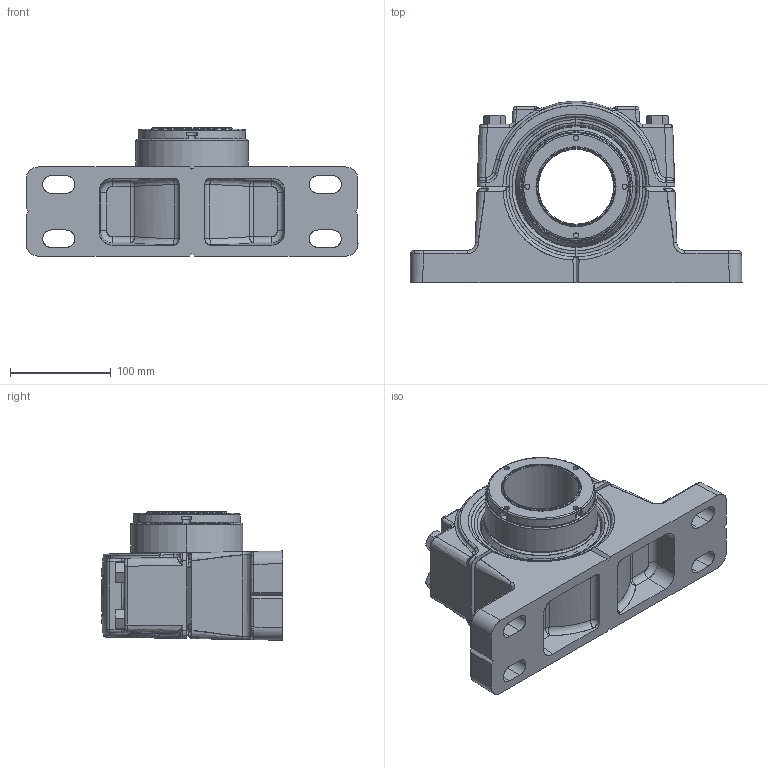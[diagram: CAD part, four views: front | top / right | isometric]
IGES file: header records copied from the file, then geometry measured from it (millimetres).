
Start section: SolidWorks IGES file using analytic representation for surfaces
Global section: file name: USDEFAU1112132613972.igs; native system: SolidWorks 2014; preprocessor: SolidWorks 2014; author: partstream; date: 131112.132700; units: inch
Bounding box: 330.2 x 180.21 x 127.79 mm (x, y, z)
Surface area: 333391.7 mm2 (no closed solid volume)
Topology: 0 solids, 0 shells, 747 faces, 11240 edges, 11219 vertices
Faces by surface type: bspline 414, revolution 333
